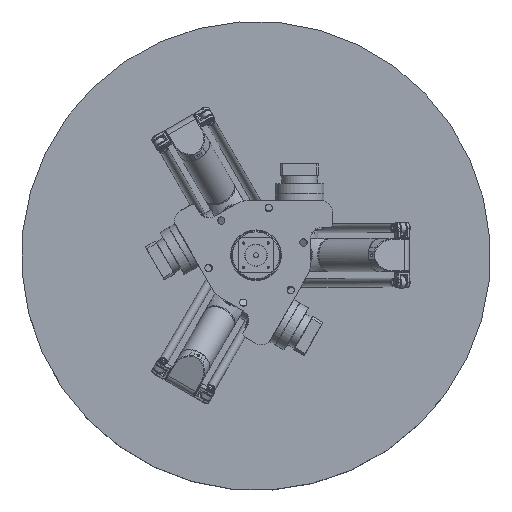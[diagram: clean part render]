
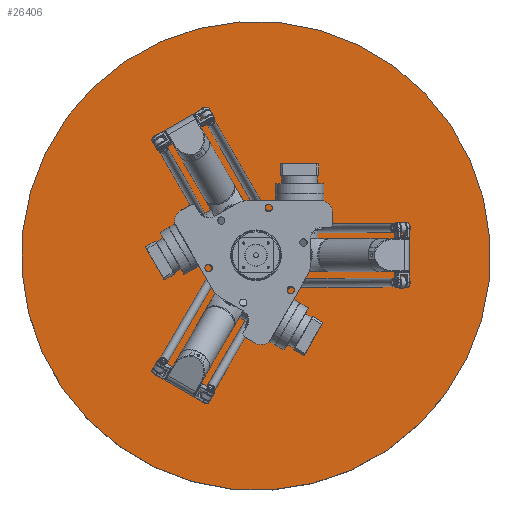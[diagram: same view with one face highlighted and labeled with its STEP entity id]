
A CAD part, top view. The second image highlights one B-rep face of the part: STEP entity #26406.
In plain terms, the highlighted face is planar.
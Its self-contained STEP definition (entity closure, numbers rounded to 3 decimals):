
#2903=FACE_OUTER_BOUND('',#4607,.T.);
#4607=EDGE_LOOP('',(#22465));
#5937=CIRCLE('',#28964,430.);
#12665=VERTEX_POINT('',#49917);
#16023=EDGE_CURVE('',#12665,#12665,#5937,.T.);
#22465=ORIENTED_EDGE('',*,*,#16023,.T.);
#25106=PLANE('',#28965);
#26406=ADVANCED_FACE('',(#2903),#25106,.F.);
#28964=AXIS2_PLACEMENT_3D('',#49919,#35387,#35388);
#28965=AXIS2_PLACEMENT_3D('',#49920,#35389,#35390);
#35387=DIRECTION('center_axis',(0.,1.,0.));
#35388=DIRECTION('ref_axis',(-1.,0.,0.));
#35389=DIRECTION('center_axis',(0.,-1.,0.));
#35390=DIRECTION('ref_axis',(0.,0.,-1.));
#49917=CARTESIAN_POINT('',(430.,-607.065,0.));
#49919=CARTESIAN_POINT('Origin',(0.,-607.065,
0.));
#49920=CARTESIAN_POINT('Origin',(1500.,-607.065,-1500.));
